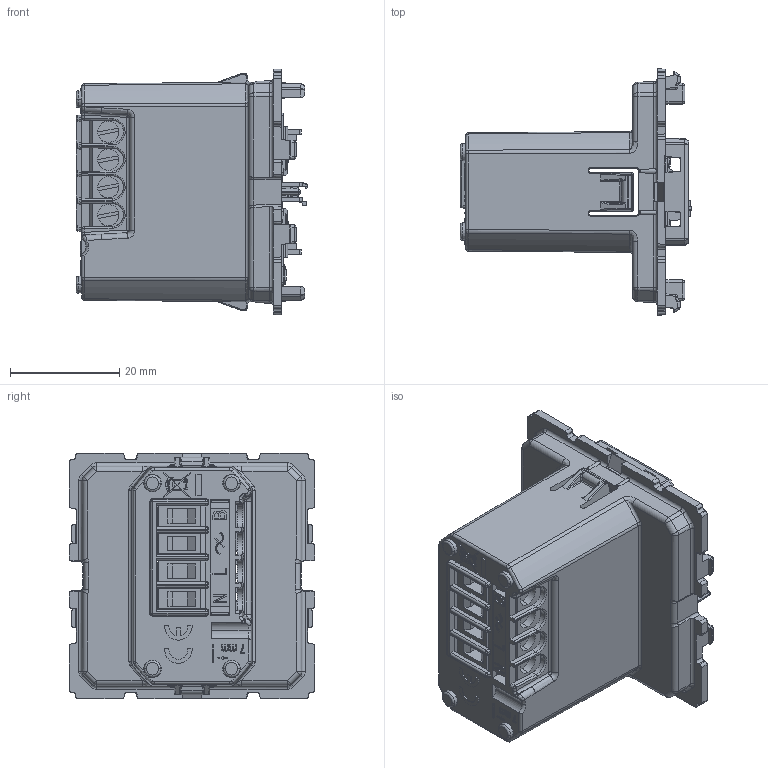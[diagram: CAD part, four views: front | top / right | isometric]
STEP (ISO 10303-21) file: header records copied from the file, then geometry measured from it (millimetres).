
FILE_DESCRIPTION(('CATIA V5 STEP Exchange','CAx-IF Rec.Pracs.--- Model Styling and Organization---1.5--- 2016-08-15','CAx-IF Rec.Pracs.---Supplemental Geometry---1.0---2011-11-01','CAx-IF Rec.Pracs.--- Composite Materials ---1.1---2010-07-15'),'2;1');
FILE_NAME('CM0064_simplifier.stp','2024-03-25T07:29:57+00:00',('none'),('none'),'CATIA Version 5-6 Release 2020 SP5','CATIA V5 STEP AP214 v2','none');
FILE_SCHEMA(('AUTOMOTIVE_DESIGN { 1 0 10303 214 1 1 1 1 }'));
Products named in the file (1): CM0064_simplifier
Bounding box: 42.48 x 45.05 x 45.05 mm (x, y, z)
Volume: 11292.1 mm3; surface area: 17702.3 mm2
Topology: 3 solids, 3 shells, 3179 faces, 8827 edges, 5616 vertices
Faces by surface type: plane 2114, cylinder 595, bspline 188, cone 147, sphere 82, torus 43, extrusion 10
Entity records: 108898 total; most frequent: CARTESIAN_POINT 34909, ORIENTED_EDGE 17484, DIRECTION 11701, EDGE_CURVE 8742, VECTOR 5919, LINE 5909, VERTEX_POINT 5616, EDGE_LOOP 3284
